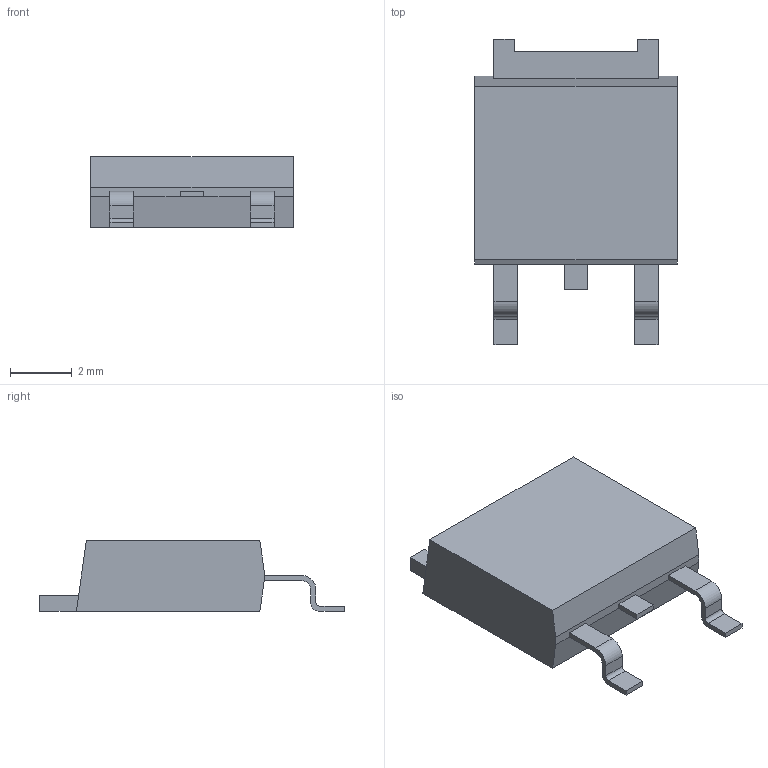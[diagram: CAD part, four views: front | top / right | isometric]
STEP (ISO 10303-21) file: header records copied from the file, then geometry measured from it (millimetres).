
FILE_DESCRIPTION (( 'STEP AP214' ), '1' );
FILE_NAME ('V-REG_DPACK.STEP', '2015-12-08T00:31:05', ( '' ), ( '' ), 'SwSTEP 2.0', 'SolidWorks 2014', '' );
FILE_SCHEMA (( 'AUTOMOTIVE_DESIGN' ));
Length unit declared in the file: millimetre
Products named in the file (1): V-REG_DPACK
Bounding box: 6.58 x 9.91 x 2.3 mm (x, y, z)
Volume: 92.5 mm3; surface area: 159.6 mm2
Topology: 1 solids, 1 shells, 47 faces, 129 edges, 84 vertices
Faces by surface type: plane 39, cylinder 8
Entity records: 1505 total; most frequent: CARTESIAN_POINT 261, ORIENTED_EDGE 258, DIRECTION 241, EDGE_CURVE 129, LINE 113, VECTOR 113, VERTEX_POINT 84, AXIS2_PLACEMENT_3D 64
